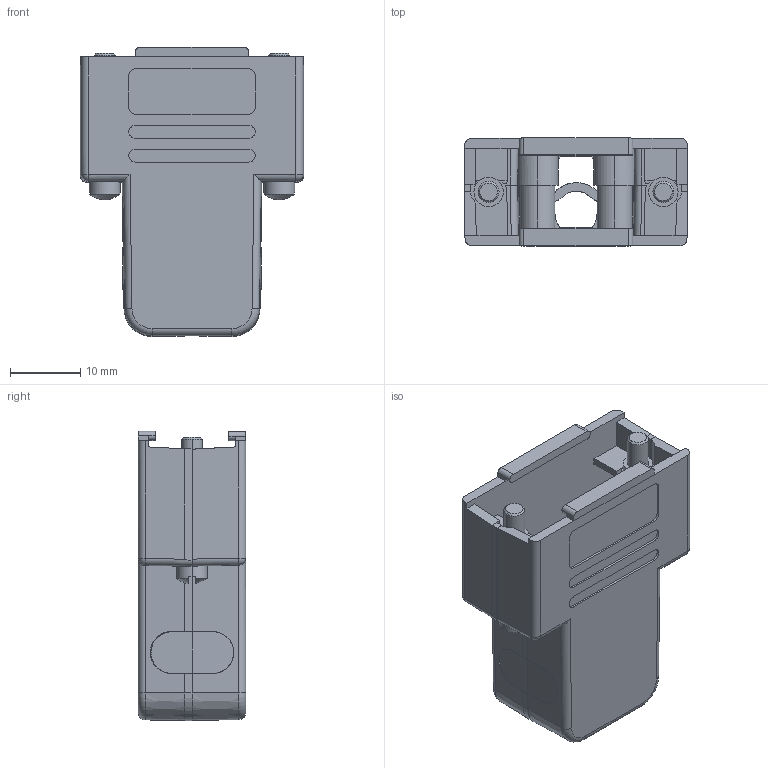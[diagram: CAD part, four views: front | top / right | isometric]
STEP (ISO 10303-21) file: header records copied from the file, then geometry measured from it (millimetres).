
FILE_DESCRIPTION (( 'STEP AP214' ), '1' );
FILE_NAME ('6688-9585.STEP', '2023-01-09T12:14:07', ( '' ), ( '' ), 'SwSTEP 2.0', 'SolidWorks 2021', '' );
FILE_SCHEMA (( 'AUTOMOTIVE_DESIGN' ));
Length unit declared in the file: millimetre
Products named in the file (8): 6805-0104-01; 6855-0109-04; 6855-0112-01; 6522-0128-31; 6830-0108-03; 6826-0133-01; 6805-0104-11; 6688-9585
Assembly tree (14 placements, depth 2):
  6688-9585
    6805-0104-11
    6805-0104-01
    6522-0128-31  x2
    6826-0133-01  x2
    6855-0109-04  x4
    6855-0112-01  x2
    6830-0108-03  x2
Bounding box: 31.9 x 15.35 x 41.21 mm (x, y, z)
Volume: 6654.2 mm3; surface area: 10671.9 mm2
Topology: 14 solids, 14 shells, 807 faces, 2122 edges, 1378 vertices
Faces by surface type: plane 453, cylinder 246, cone 56, torus 32, bspline 16, sphere 4
Entity records: 22291 total; most frequent: CARTESIAN_POINT 7273, ORIENTED_EDGE 3150, DIRECTION 2979, EDGE_CURVE 1575, LINE 1065, VECTOR 1065, VERTEX_POINT 1024, AXIS2_PLACEMENT_3D 957
